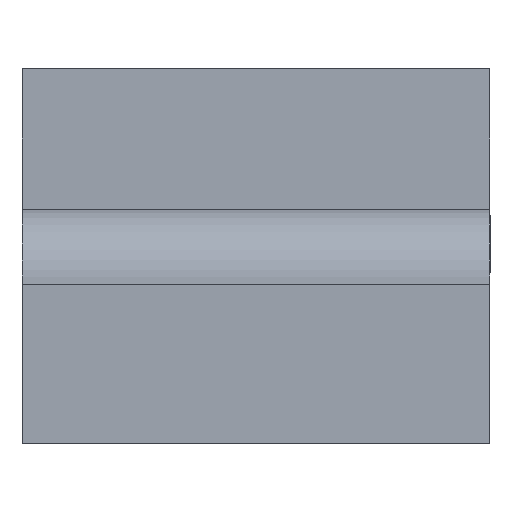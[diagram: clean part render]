
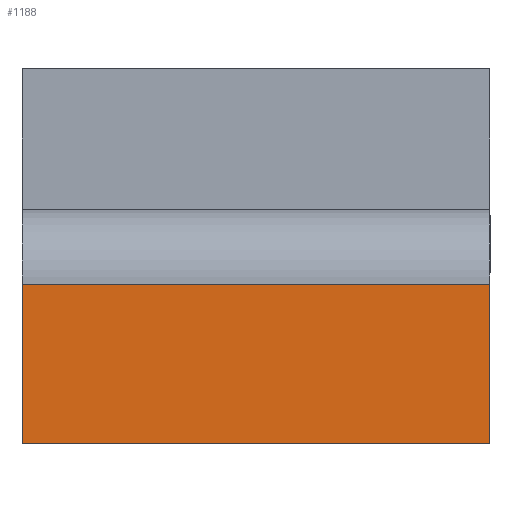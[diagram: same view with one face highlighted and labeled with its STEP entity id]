
A CAD part, left-side view. The second image highlights one B-rep face of the part: STEP entity #1188.
In plain terms, the highlighted free-form (B-spline) face has degree [1, 1] with [2, 2] control points.
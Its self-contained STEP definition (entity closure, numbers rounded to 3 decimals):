
#986=CARTESIAN_POINT('',(-25.0,-10.0,-10.0));
#987=VERTEX_POINT('',#986);
#1052=CARTESIAN_POINT('',(-25.0,-10.0,-3.2));
#1053=VERTEX_POINT('',#1052);
#1067=CARTESIAN_POINT('',(-25.0,-10.0,-3.2));
#1068=CARTESIAN_POINT('',(-25.0,-10.0,-10.0));
#1069=QUASI_UNIFORM_CURVE('',1,(#1067,#1068),.UNSPECIFIED.,.F.,.U.);
#1070=EDGE_CURVE('',#1053,#987,#1069,.T.);
#1080=CARTESIAN_POINT('',(-25.0,10.0,-10.0));
#1081=VERTEX_POINT('',#1080);
#1089=CARTESIAN_POINT('',(-25.0,10.0,-3.2));
#1090=VERTEX_POINT('',#1089);
#1091=CARTESIAN_POINT('',(-25.0,10.0,-3.2));
#1092=CARTESIAN_POINT('',(-25.0,10.0,-10.0));
#1093=QUASI_UNIFORM_CURVE('',1,(#1091,#1092),.UNSPECIFIED.,.F.,.U.);
#1094=EDGE_CURVE('',#1090,#1081,#1093,.T.);
#1169=CARTESIAN_POINT('',(-25.0,-10.999,-10.34));
#1170=CARTESIAN_POINT('',(-25.0,-10.999,-2.86));
#1171=CARTESIAN_POINT('',(-25.0,10.999,-10.34));
#1172=CARTESIAN_POINT('',(-25.0,10.999,-2.86));
#1173=B_SPLINE_SURFACE_WITH_KNOTS('',1,1,((#1169,#1171),(#1170,#1172)),.UNSPECIFIED.,.F.,.F.,.U.,(2,2),(2,2),(0.0,7.479),(0.0,21.998),.UNSPECIFIED.);
#1174=ORIENTED_EDGE('',*,*,#1070,.F.);
#1175=CARTESIAN_POINT('',(-25.0,10.0,-3.2));
#1176=CARTESIAN_POINT('',(-25.0,-10.0,-3.2));
#1177=QUASI_UNIFORM_CURVE('',1,(#1175,#1176),.UNSPECIFIED.,.F.,.U.);
#1178=EDGE_CURVE('',#1090,#1053,#1177,.T.);
#1179=ORIENTED_EDGE('',*,*,#1178,.F.);
#1180=ORIENTED_EDGE('',*,*,#1094,.T.);
#1181=CARTESIAN_POINT('',(-25.0,10.0,-10.0));
#1182=CARTESIAN_POINT('',(-25.0,-10.0,-10.0));
#1183=QUASI_UNIFORM_CURVE('',1,(#1181,#1182),.UNSPECIFIED.,.F.,.U.);
#1184=EDGE_CURVE('',#1081,#987,#1183,.T.);
#1185=ORIENTED_EDGE('',*,*,#1184,.T.);
#1186=EDGE_LOOP('',(#1174,#1179,#1180,#1185));
#1187=FACE_OUTER_BOUND('',#1186,.T.);
#1188=ADVANCED_FACE('',(#1187),#1173,.T.);
